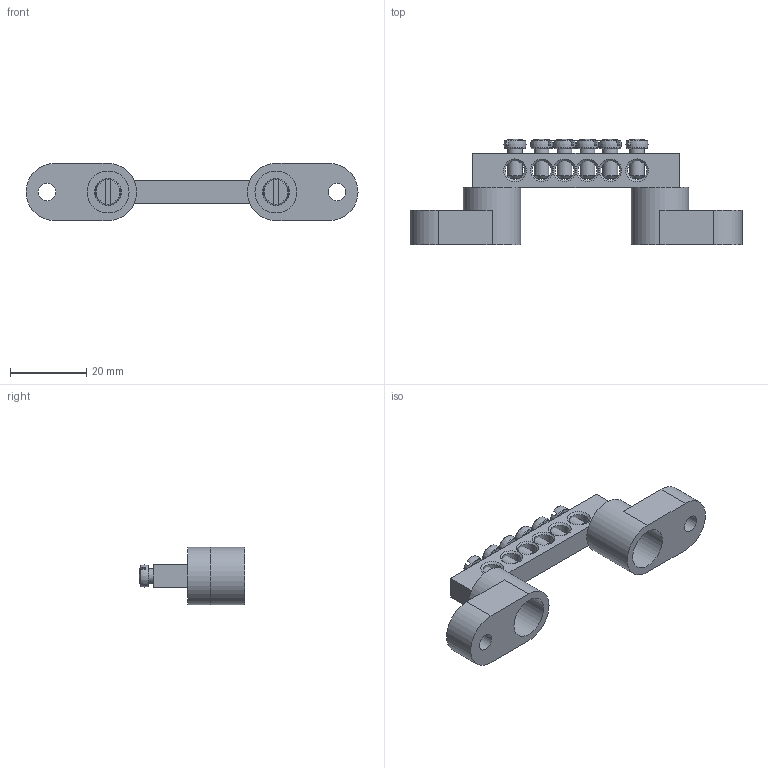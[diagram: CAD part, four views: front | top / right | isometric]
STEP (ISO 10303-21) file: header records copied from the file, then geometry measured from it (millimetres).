
FILE_DESCRIPTION(/* description */ (''),/* implementation_level */ '2;1');
FILE_NAME(/* name */ 'Шина PE 6х9-6_2 на двух угловых изоляторах.stp',/* time_stamp */ '2021-04-12T22:30:57+03:00',/* author */ ('Admin'),/* organization */ (''),/* preprocessor_version */ 'ST-DEVELOPER v15.6',/* originating_system */ 'Autodesk Inventor 2015',/* authorisation */ '');
FILE_SCHEMA (('AUTOMOTIVE_DESIGN { 1 0 10303 214 3 1 1 }'));
Length unit declared in the file: millimetre
Products named in the file (5): 6х9-6_2; Винт M4x8; Изолятор \X2\04430433043B
 желтый; DIN 84 - M4 x 10; Шина PE, N на двух 
угловых \X2\04380437043E043B044F0442043E0440

Assembly tree (11 placements, depth 2):
  Шина PE, N на двух 
угловых \X2\04380437043E043B044F0442043E0440

    6х9-6_2
    Винт M4x8  x6
    Изолятор \X2\04430433043B
 желтый  x2
    DIN 84 - M4 x 10  x2
Bounding box: 87 x 27.65 x 15 mm (x, y, z)
Volume: 9888.7 mm3; surface area: 8369.6 mm2
Topology: 11 solids, 11 shells, 232 faces, 588 edges, 388 vertices
Faces by surface type: plane 122, cone 36, cylinder 34, torus 22, sphere 12, bspline 6
Full cylindrical faces by diameter (mm): 3.242 x8, 3.621 x2, 3.9 x6, 4 x2, 4.5 x4, 5 x6, 11 x2, 15 x2
Entity records: 2763 total; most frequent: CARTESIAN_POINT 713, DIRECTION 416, ORIENTED_EDGE 314, AXIS2_PLACEMENT_3D 185, EDGE_CURVE 157, EDGE_LOOP 155, VERTEX_POINT 124, CIRCLE 88
